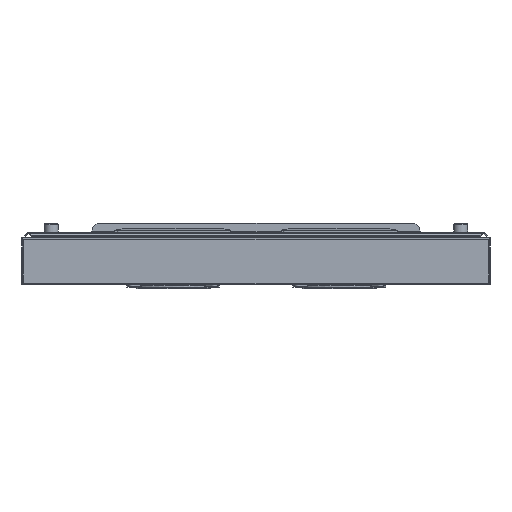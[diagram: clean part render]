
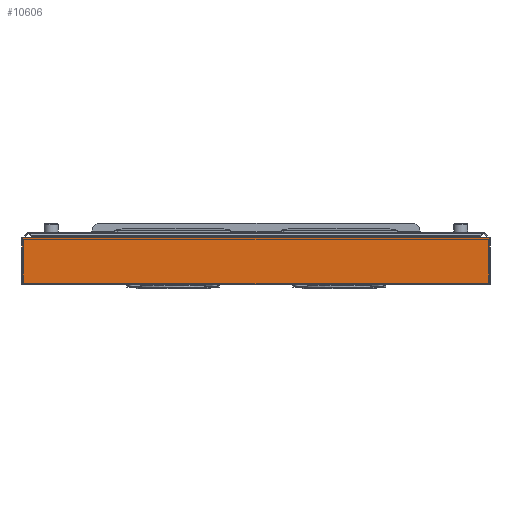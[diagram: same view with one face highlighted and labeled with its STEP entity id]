
A CAD part, front view. The second image highlights one B-rep face of the part: STEP entity #10606.
In plain terms, the highlighted face is planar.
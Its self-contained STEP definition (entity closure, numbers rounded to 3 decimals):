
#783=PLANE('',#11897);
#1345=FACE_OUTER_BOUND('',#2045,.T.);
#2045=EDGE_LOOP('',(#9846,#9847,#9848,#9849));
#3057=LINE('',#18067,#4109);
#3072=LINE('',#18099,#4124);
#3089=LINE('',#18132,#4141);
#3095=LINE('',#18143,#4147);
#4109=VECTOR('',#14779,10.);
#4124=VECTOR('',#14802,10.);
#4141=VECTOR('',#14831,10.);
#4147=VECTOR('',#14841,10.);
#5435=VERTEX_POINT('',#18056);
#5438=VERTEX_POINT('',#18064);
#5448=VERTEX_POINT('',#18088);
#5451=VERTEX_POINT('',#18096);
#6898=EDGE_CURVE('',#5435,#5438,#3057,.T.);
#6913=EDGE_CURVE('',#5448,#5451,#3072,.T.);
#6930=EDGE_CURVE('',#5451,#5435,#3089,.T.);
#6936=EDGE_CURVE('',#5438,#5448,#3095,.T.);
#9846=ORIENTED_EDGE('',*,*,#6936,.T.);
#9847=ORIENTED_EDGE('',*,*,#6913,.T.);
#9848=ORIENTED_EDGE('',*,*,#6930,.T.);
#9849=ORIENTED_EDGE('',*,*,#6898,.T.);
#10606=ADVANCED_FACE('',(#1345),#783,.T.);
#11897=AXIS2_PLACEMENT_3D('',#18142,#14839,#14840);
#14779=DIRECTION('',(-1.,0.,0.));
#14802=DIRECTION('',(1.,0.,0.));
#14831=DIRECTION('',(0.,0.,-1.));
#14839=DIRECTION('center_axis',(0.,1.,0.));
#14840=DIRECTION('ref_axis',(0.,0.,1.));
#14841=DIRECTION('',(0.,0.,1.));
#18056=CARTESIAN_POINT('',(299.5,2.,-30.));
#18064=CARTESIAN_POINT('',(-299.5,2.,-30.));
#18067=CARTESIAN_POINT('',(74.875,2.,-30.));
#18088=CARTESIAN_POINT('',(-299.5,2.,30.));
#18096=CARTESIAN_POINT('',(299.5,2.,30.));
#18099=CARTESIAN_POINT('',(74.875,2.,30.));
#18132=CARTESIAN_POINT('',(299.5,2.,-30.));
#18142=CARTESIAN_POINT('Origin',(149.75,2.,0.));
#18143=CARTESIAN_POINT('',(-299.5,2.,30.));
